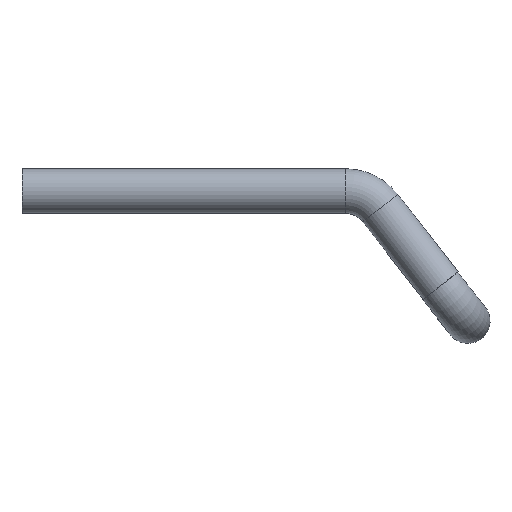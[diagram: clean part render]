
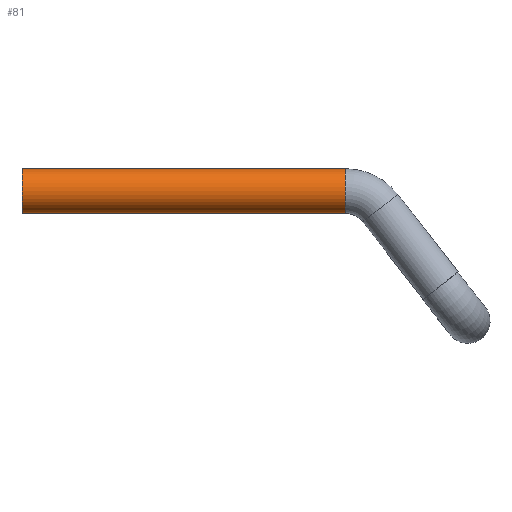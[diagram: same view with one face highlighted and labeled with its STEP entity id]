
A CAD part, left-side view. The second image highlights one B-rep face of the part: STEP entity #81.
In plain terms, the highlighted cylindrical face has radius 6 mm (diameter 12 mm), a full revolution.
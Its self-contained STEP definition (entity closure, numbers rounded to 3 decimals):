
#81 = ADVANCED_FACE( '', ( #172, #173 ), #174, .T. );
#172 = FACE_OUTER_BOUND( '', #259, .T. );
#173 = FACE_OUTER_BOUND( '', #260, .T. );
#174 = CYLINDRICAL_SURFACE( '', #261, 6. );
#259 = EDGE_LOOP( '', ( #383 ) );
#260 = EDGE_LOOP( '', ( #384 ) );
#261 = AXIS2_PLACEMENT_3D( '', #385, #386, #387 );
#383 = ORIENTED_EDGE( '', *, *, #426, .F. );
#384 = ORIENTED_EDGE( '', *, *, #441, .T. );
#385 = CARTESIAN_POINT( '', ( 0., 33., 35. ) );
#386 = DIRECTION( '', ( 0., 1., 0. ) );
#387 = DIRECTION( '', ( 0., 0., -1. ) );
#426 = EDGE_CURVE( '', #483, #483, #484, .T. );
#441 = EDGE_CURVE( '', #501, #501, #502, .T. );
#483 = VERTEX_POINT( '', #544 );
#484 = CIRCLE( '', #545, 6. );
#501 = VERTEX_POINT( '', #562 );
#502 = CIRCLE( '', #563, 6. );
#544 = CARTESIAN_POINT( '', ( 0., 33., 29. ) );
#545 = AXIS2_PLACEMENT_3D( '', #610, #611, #612 );
#562 = CARTESIAN_POINT( '', ( 0., 120., 29. ) );
#563 = AXIS2_PLACEMENT_3D( '', #631, #632, #633 );
#610 = CARTESIAN_POINT( '', ( 0., 33., 35. ) );
#611 = DIRECTION( '', ( 0., -1., 0. ) );
#612 = DIRECTION( '', ( 0., 0., -1. ) );
#631 = CARTESIAN_POINT( '', ( 0., 120., 35. ) );
#632 = DIRECTION( '', ( 0., -1., 0. ) );
#633 = DIRECTION( '', ( 0., 0., -1. ) );
